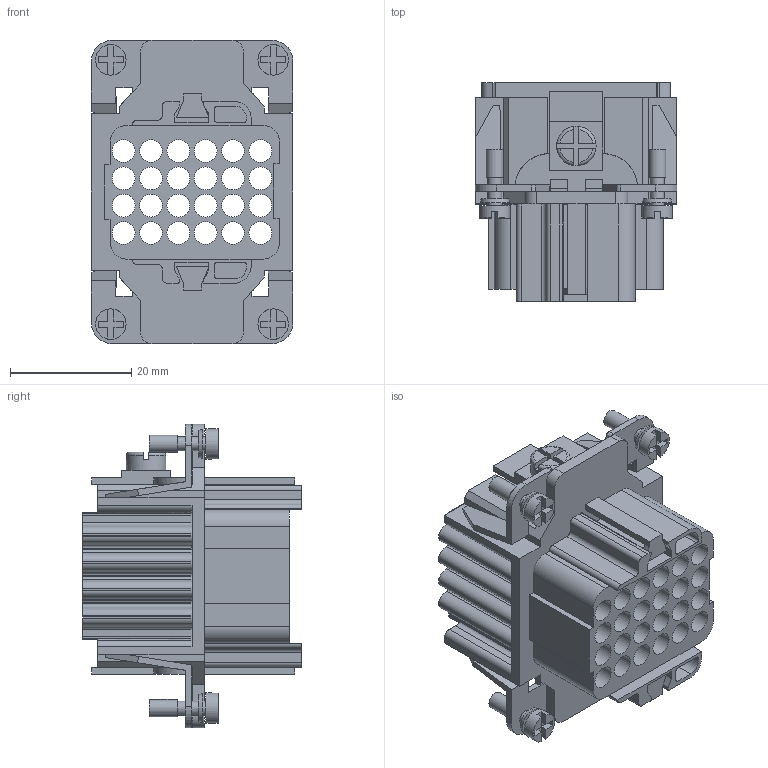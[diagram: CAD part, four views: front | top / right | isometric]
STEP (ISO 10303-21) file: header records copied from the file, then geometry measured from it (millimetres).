
FILE_DESCRIPTION (( 'STEP AP214' ), '1' );
FILE_NAME ('ZP-6B-24-FC-INSERT.STEP', '2011-11-18T20:43:17', ( '.ADC' ), ( 'ADC' ), 'SwSTEP 2.0', 'SolidWorks 2011', '' );
FILE_SCHEMA (( 'AUTOMOTIVE_DESIGN' ));
Length unit declared in the file: millimetre
Products named in the file (1): ZP-6B-24-FC-INSERT
Bounding box: 33.25 x 36 x 50.01 mm (x, y, z)
Volume: 17652.8 mm3; surface area: 21573.7 mm2
Topology: 5 solids, 5 shells, 512 faces, 1500 edges, 1005 vertices
Faces by surface type: plane 362, bspline 80, cylinder 62, cone 4, torus 4
Full cylindrical faces by diameter (mm): 2.324 x8, 2.5 x4, 2.85 x4, 3 x1, 3.75 x24, 5.02 x4, 6.5 x1
Entity records: 22307 total; most frequent: CARTESIAN_POINT 3996, ORIENTED_EDGE 2840, DIRECTION 2269, EDGE_CURVE 1420, VECTOR 1085, LINE 1085, VERTEX_POINT 975, EDGE_LOOP 647
